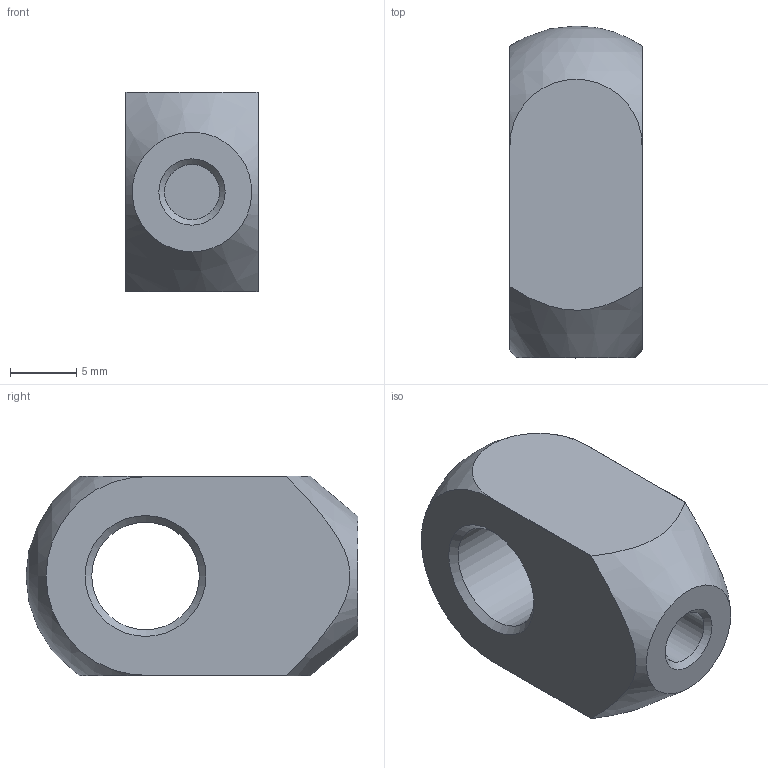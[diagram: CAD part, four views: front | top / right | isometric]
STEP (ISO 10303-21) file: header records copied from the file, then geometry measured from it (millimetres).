
FILE_DESCRIPTION( ( 'STEP AP214' ), '1' );
FILE_NAME( '27618-0508116.stp', '2020-11-25T11:42:49', ( '' ), ( '' ), ' ', 'PARTsolutions', ' ' );
FILE_SCHEMA( ( 'AUTOMOTIVE_DESIGN { 1 0 10303 214 1 1 1 1 }' ) );
Length unit declared in the file: millimetre
Products named in the file (1): _27618-0508116
Bounding box: 10 x 25 x 15 mm (x, y, z)
Volume: 2676.2 mm3; surface area: 1531.7 mm2
Topology: 1 solids, 1 shells, 17 faces, 42 edges, 27 vertices
Faces by surface type: plane 6, cylinder 6, cone 4, sphere 1
Full cylindrical faces by diameter (mm): 4.134 x1, 8.1 x1
Entity records: 694 total; most frequent: CARTESIAN_POINT 167, DIRECTION 84, ORIENTED_EDGE 64, AXIS2_PLACEMENT_3D 38, EDGE_CURVE 32, EDGE_LOOP 26, VERTEX_POINT 25, CIRCLE 20
